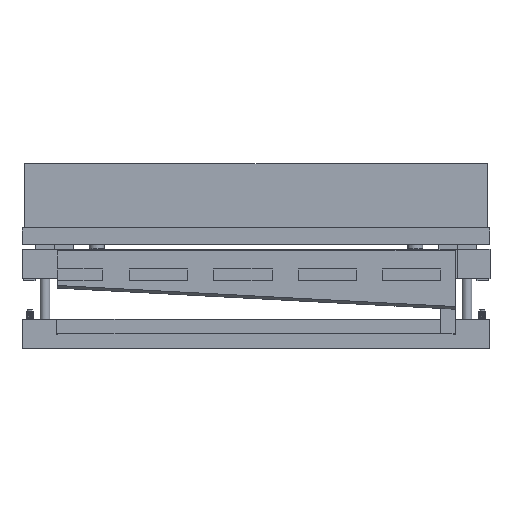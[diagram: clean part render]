
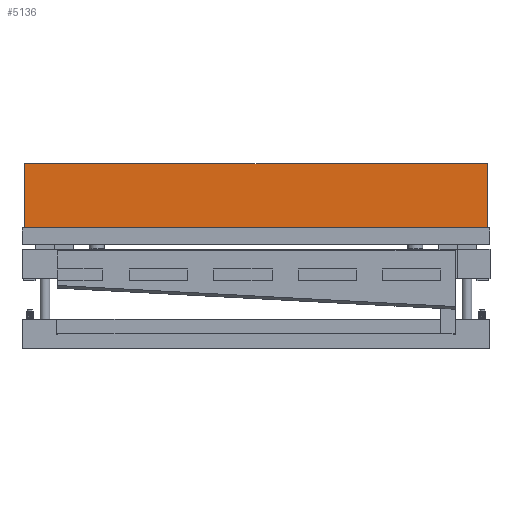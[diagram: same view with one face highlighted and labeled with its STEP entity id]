
A CAD part, front view. The second image highlights one B-rep face of the part: STEP entity #5136.
In plain terms, the highlighted planar face has unit normal (0, -1, 0).
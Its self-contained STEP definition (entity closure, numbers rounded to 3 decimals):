
#376=FACE_OUTER_BOUND('',#667,.T.);
#667=EDGE_LOOP('',(#4394,#4395,#4396,#4397));
#1389=LINE('',#29738,#1987);
#1393=LINE('',#29745,#1991);
#1395=LINE('',#29748,#1993);
#1396=LINE('',#29750,#1994);
#1987=VECTOR('',#7020,167.419);
#1991=VECTOR('',#7026,167.419);
#1993=VECTOR('',#7030,1204.877);
#1994=VECTOR('',#7033,1204.877);
#2551=VERTEX_POINT('',#29736);
#2552=VERTEX_POINT('',#29737);
#2553=VERTEX_POINT('',#29742);
#2554=VERTEX_POINT('',#29744);
#3287=EDGE_CURVE('',#2551,#2552,#1389,.T.);
#3291=EDGE_CURVE('',#2553,#2554,#1393,.T.);
#3293=EDGE_CURVE('',#2552,#2554,#1395,.T.);
#3294=EDGE_CURVE('',#2551,#2553,#1396,.T.);
#4394=ORIENTED_EDGE('',*,*,#3291,.F.);
#4395=ORIENTED_EDGE('',*,*,#3294,.F.);
#4396=ORIENTED_EDGE('',*,*,#3287,.T.);
#4397=ORIENTED_EDGE('',*,*,#3293,.T.);
#4611=PLANE('',#5683);
#5136=ADVANCED_FACE('',(#376),#4611,.T.);
#5683=AXIS2_PLACEMENT_3D('',#29749,#7031,#7032);
#7020=DIRECTION('',(0.,0.,1.));
#7026=DIRECTION('',(0.,0.,1.));
#7030=DIRECTION('',(-1.,0.,0.));
#7031=DIRECTION('center_axis',(0.,-1.,0.));
#7032=DIRECTION('ref_axis',(0.,0.,1.));
#7033=DIRECTION('',(-1.,0.,0.));
#29736=CARTESIAN_POINT('',(22.438,-64.276,301.153));
#29737=CARTESIAN_POINT('',(22.438,-64.276,468.573));
#29738=CARTESIAN_POINT('',(22.438,-64.276,301.153));
#29742=CARTESIAN_POINT('',(-1182.438,-64.276,301.153));
#29744=CARTESIAN_POINT('',(-1182.438,-64.276,468.573));
#29745=CARTESIAN_POINT('',(-1182.438,-64.276,301.153));
#29748=CARTESIAN_POINT('',(-1182.438,-64.276,468.573));
#29749=CARTESIAN_POINT('Origin',(22.438,-64.276,301.153));
#29750=CARTESIAN_POINT('',(22.438,-64.276,301.153));
